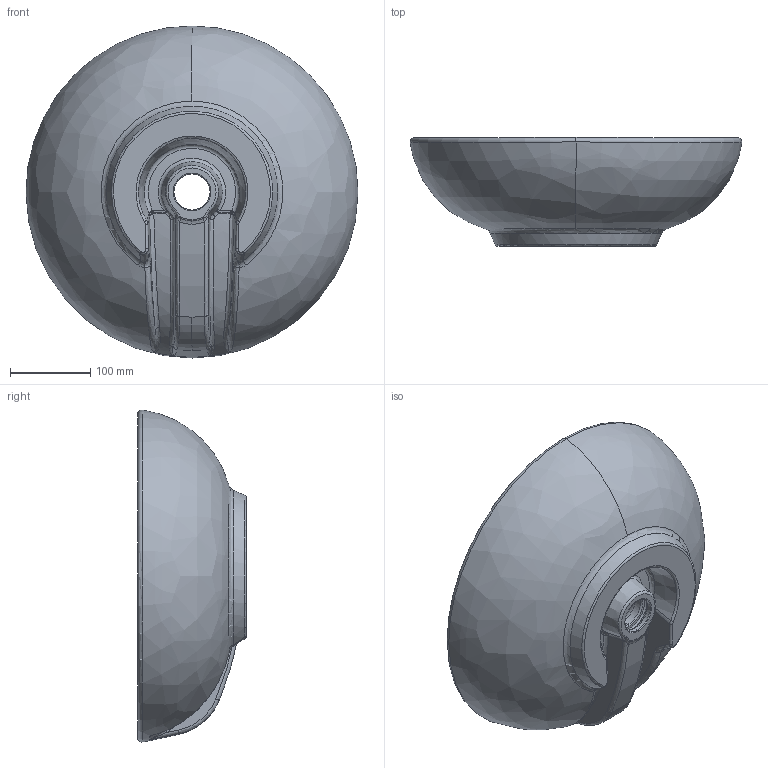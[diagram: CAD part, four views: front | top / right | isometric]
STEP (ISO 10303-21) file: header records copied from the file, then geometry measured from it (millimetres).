
FILE_DESCRIPTION((''),'2;1');
FILE_NAME('PRT_42407179_000','2021-11-08T11:56:05',('KUMARY1'),(''),'CREO PARAMETRIC BY PTC INC, 2020454','CREO PARAMETRIC BY PTC INC, 2020454','');
FILE_SCHEMA(('CONFIG_CONTROL_DESIGN'));
Length unit declared in the file: millimetre
Products named in the file (1): PRT_42407179_000
Bounding box: 414.52 x 135.64 x 414.53 mm (x, y, z)
Volume: 4802756.5 mm3; surface area: 438446.8 mm2
Topology: 6 solids, 6 shells, 255 faces, 718 edges, 478 vertices
Faces by surface type: extrusion 78, bspline 75, plane 48, torus 27, cylinder 17, revolution 5, cone 5
Entity records: 13969 total; most frequent: CARTESIAN_POINT 8168, ORIENTED_EDGE 1436, DIRECTION 811, EDGE_CURVE 718, VERTEX_POINT 478, B_SPLINE_CURVE_WITH_KNOTS 443, AXIS2_PLACEMENT_3D 273, EDGE_LOOP 262
